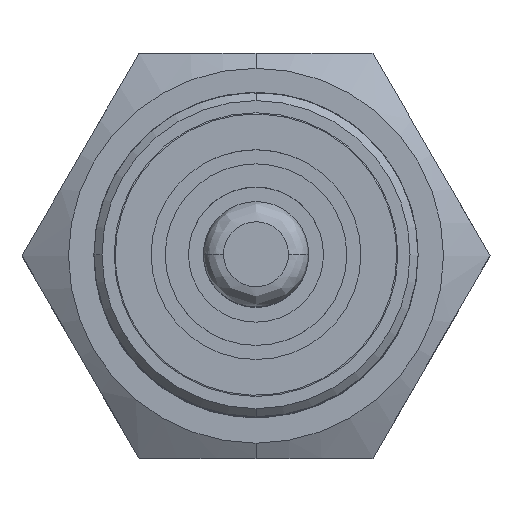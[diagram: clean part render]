
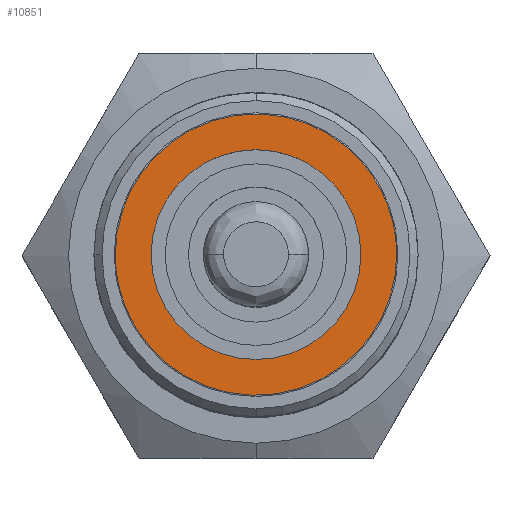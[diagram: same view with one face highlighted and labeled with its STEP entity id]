
A CAD part, top view. The second image highlights one B-rep face of the part: STEP entity #10851.
In plain terms, the highlighted planar face has unit normal (0, 0, 1).
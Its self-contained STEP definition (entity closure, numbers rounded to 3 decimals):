
#109 = CARTESIAN_POINT ( 'NONE',  ( -3.47, 6.94, 30.01 ) ) ;
#826 = CARTESIAN_POINT ( 'NONE',  ( 0., 0., 30.01 ) ) ;
#964 = CARTESIAN_POINT ( 'NONE',  ( 3.47, 0., 30.01 ) ) ;
#1287 = VERTEX_POINT ( 'NONE', #7299 ) ;
#1650 = EDGE_CURVE ( 'NONE', #1287, #4091, #11053, .T. ) ;
#1971 = DIRECTION ( 'NONE',  ( 0., 0., 1. ) ) ;
#2585 = CARTESIAN_POINT ( 'NONE',  ( -3.47, 0., 30.01 ) ) ;
#2707 = CARTESIAN_POINT ( 'NONE',  ( 3.47, 6.94, 30.01 ) ) ;
#2953 = AXIS2_PLACEMENT_3D ( 'NONE', #5684, #1971, #10970 ) ;
#3140 = AXIS2_PLACEMENT_3D ( 'NONE', #826, #5965, #7213 ) ;
#3514 = ORIENTED_EDGE ( 'NONE', *, *, #8022, .F. ) ;
#3827 = EDGE_LOOP ( 'NONE', ( #3514, #7036 ) ) ;
#3990 = CARTESIAN_POINT ( 'NONE',  ( -3.47, 0., 30.01 ) ) ;
#4091 = VERTEX_POINT ( 'NONE', #964 ) ;
#4409 = FACE_OUTER_BOUND ( 'NONE', #3827, .T. ) ;
#4742 = VERTEX_POINT ( 'NONE', #10103 ) ;
#5684 = CARTESIAN_POINT ( 'NONE',  ( 0., 0., 30.01 ) ) ;
#5965 = DIRECTION ( 'NONE',  ( 0., 0., -1. ) ) ;
#6309 =( BOUNDED_CURVE ( )  B_SPLINE_CURVE ( 3, ( #15425, #7707, #6341, #2585 ),
 .UNSPECIFIED., .F., .F. ) 
 B_SPLINE_CURVE_WITH_KNOTS ( ( 4, 4 ),
 ( 0., 1. ),
 .UNSPECIFIED. ) 
 CURVE ( )  GEOMETRIC_REPRESENTATION_ITEM ( )  RATIONAL_B_SPLINE_CURVE ( ( 1., 0.333, 0.333, 1. ) ) 
 REPRESENTATION_ITEM ( '' )  );
#6341 = CARTESIAN_POINT ( 'NONE',  ( -3.47, -6.94, 30.01 ) ) ;
#7036 = ORIENTED_EDGE ( 'NONE', *, *, #1650, .F. ) ;
#7213 = DIRECTION ( 'NONE',  ( 1., 0., 0. ) ) ;
#7299 = CARTESIAN_POINT ( 'NONE',  ( -3.47, 0., 30.01 ) ) ;
#7642 = VERTEX_POINT ( 'NONE', #12618 ) ;
#7707 = CARTESIAN_POINT ( 'NONE',  ( 3.47, -6.94, 30.01 ) ) ;
#7956 = EDGE_LOOP ( 'NONE', ( #16004, #14266 ) ) ;
#8022 = EDGE_CURVE ( 'NONE', #4091, #1287, #6309, .T. ) ;
#8266 = CIRCLE ( 'NONE', #12998, 2.588 ) ;
#8834 = FACE_BOUND ( 'NONE', #7956, .T. ) ;
#9085 = CIRCLE ( 'NONE', #3140, 2.588 ) ;
#9244 = EDGE_CURVE ( 'NONE', #7642, #4742, #9085, .T. ) ;
#10103 = CARTESIAN_POINT ( 'NONE',  ( 2.588, 0., 30.01 ) ) ;
#10851 = ADVANCED_FACE ( 'NONE', ( #4409, #8834 ), #16059, .T. ) ;
#10970 = DIRECTION ( 'NONE',  ( 1., 0., 0. ) ) ;
#10981 = DIRECTION ( 'NONE',  ( 0., 0., -1. ) ) ;
#11053 =( BOUNDED_CURVE ( )  B_SPLINE_CURVE ( 3, ( #3990, #109, #2707, #15649 ),
 .UNSPECIFIED., .F., .T. ) 
 B_SPLINE_CURVE_WITH_KNOTS ( ( 4, 4 ),
 ( 0., 1. ),
 .UNSPECIFIED. ) 
 CURVE ( )  GEOMETRIC_REPRESENTATION_ITEM ( )  RATIONAL_B_SPLINE_CURVE ( ( 1., 0.333, 0.333, 1. ) ) 
 REPRESENTATION_ITEM ( '' )  );
#12618 = CARTESIAN_POINT ( 'NONE',  ( -2.588, 0., 30.01 ) ) ;
#12858 = EDGE_CURVE ( 'NONE', #4742, #7642, #8266, .T. ) ;
#12998 = AXIS2_PLACEMENT_3D ( 'NONE', #16066, #10981, #13314 ) ;
#13314 = DIRECTION ( 'NONE',  ( 1., 0., 0. ) ) ;
#14266 = ORIENTED_EDGE ( 'NONE', *, *, #9244, .T. ) ;
#15425 = CARTESIAN_POINT ( 'NONE',  ( 3.47, 0., 30.01 ) ) ;
#15649 = CARTESIAN_POINT ( 'NONE',  ( 3.47, 0., 30.01 ) ) ;
#16004 = ORIENTED_EDGE ( 'NONE', *, *, #12858, .T. ) ;
#16059 = PLANE ( 'NONE',  #2953 ) ;
#16066 = CARTESIAN_POINT ( 'NONE',  ( 0., 0., 30.01 ) ) ;
